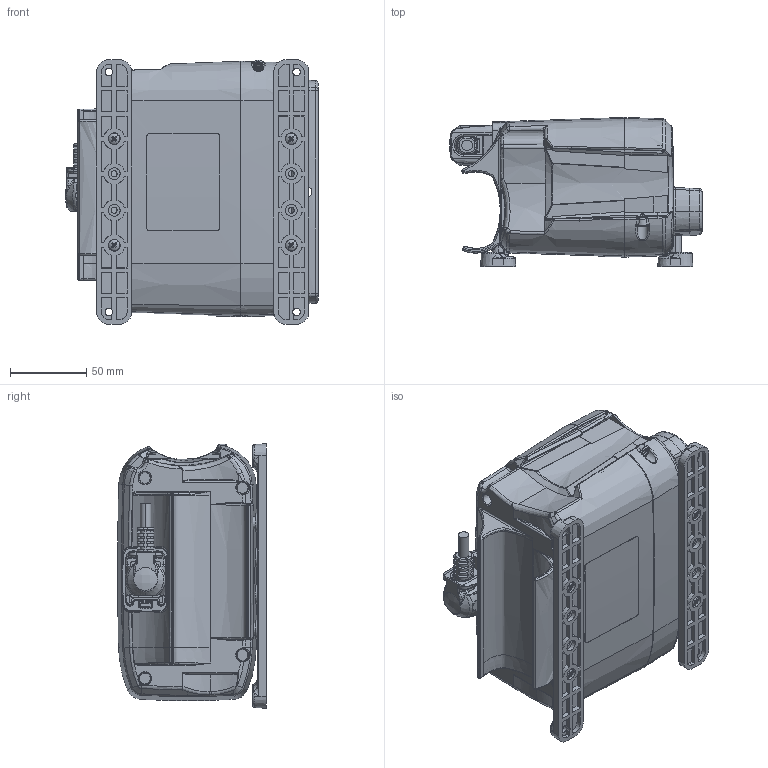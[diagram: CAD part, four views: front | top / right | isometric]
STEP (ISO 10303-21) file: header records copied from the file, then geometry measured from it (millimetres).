
FILE_DESCRIPTION (( 'STEP AP203' ), '1' );
FILE_NAME ('MC 11 mit Fuß.STEP', '2015-02-16T14:27:26', ( 'admin' ), ( 'Hewlett-Packard Company' ), 'SwSTEP 2.0', 'SolidWorks 2014', '' );
FILE_SCHEMA (( 'CONFIG_CONTROL_DESIGN' ));
Length unit declared in the file: millimetre
Products named in the file (1): MC 11 mit Fuﾟ
Bounding box: 166.4 x 97.93 x 174.02 mm (x, y, z)
Volume: 1668385 mm3; surface area: 155785.7 mm2
Topology: 1 solids, 5 shells, 3078 faces, 7910 edges, 4834 vertices
Faces by surface type: plane 955, bspline 942, cylinder 440, cone 369, torus 275, sphere 97
Entity records: 131321 total; most frequent: CARTESIAN_POINT 64302, ORIENTED_EDGE 15616, DIRECTION 11920, EDGE_CURVE 7808, VERTEX_POINT 4830, AXIS2_PLACEMENT_3D 4508, EDGE_LOOP 3230, ADVANCED_FACE 3078
